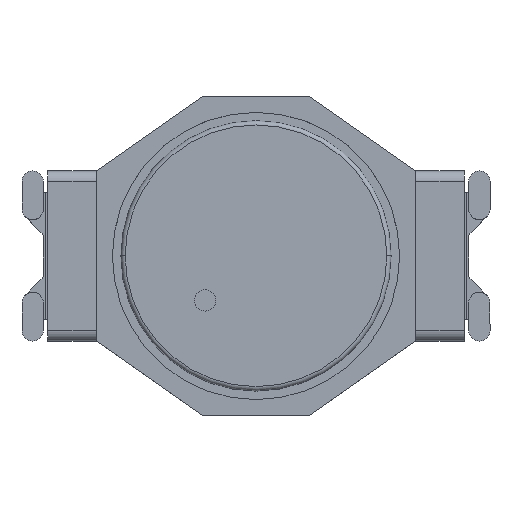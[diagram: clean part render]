
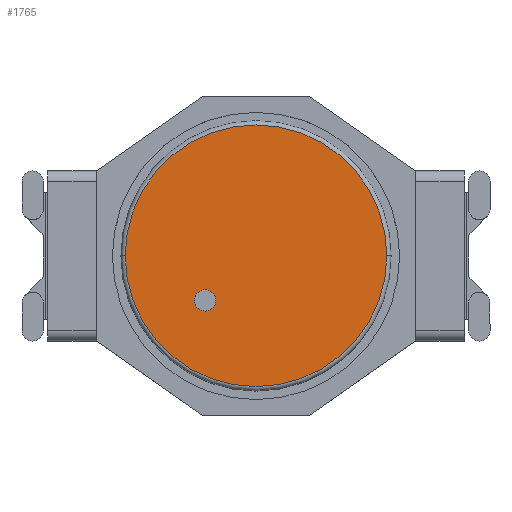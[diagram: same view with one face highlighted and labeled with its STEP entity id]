
A CAD part, top view. The second image highlights one B-rep face of the part: STEP entity #1765.
In plain terms, the highlighted planar face has unit normal (0, 0, 1).
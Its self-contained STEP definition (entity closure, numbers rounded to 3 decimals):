
#1605=CARTESIAN_POINT('',(-6.15,0.,7.0));
#1606=VERTEX_POINT('',#1605);
#1615=CARTESIAN_POINT('',(6.15,0.,7.0));
#1616=VERTEX_POINT('',#1615);
#1624=CARTESIAN_POINT('',(0.,0.,7.0));
#1625=DIRECTION('',(0.0,0.0,-1.0));
#1626=DIRECTION('',(-1.0,0.0,0.0));
#1627=AXIS2_PLACEMENT_3D('',#1624,#1625,#1626);
#1628=CIRCLE('',#1627,6.15);
#1629=EDGE_CURVE('',#1616,#1606,#1628,.T.);
#1641=CARTESIAN_POINT('',(-1.895,-2.099,7.0));
#1642=VERTEX_POINT('',#1641);
#1658=CARTESIAN_POINT('',(-2.895,-2.099,7.0));
#1659=VERTEX_POINT('',#1658);
#1666=CARTESIAN_POINT('',(-2.395,-2.099,7.0));
#1667=DIRECTION('',(0.0,0.0,-1.0));
#1668=DIRECTION('',(1.0,0.0,0.0));
#1669=AXIS2_PLACEMENT_3D('',#1666,#1667,#1668);
#1670=CIRCLE('',#1669,0.5);
#1671=EDGE_CURVE('',#1642,#1659,#1670,.T.);
#1682=CARTESIAN_POINT('',(-2.395,-2.099,7.0));
#1683=DIRECTION('',(0.0,0.0,-1.0));
#1684=DIRECTION('',(1.0,0.0,0.0));
#1685=AXIS2_PLACEMENT_3D('',#1682,#1683,#1684);
#1686=CIRCLE('',#1685,0.5);
#1687=EDGE_CURVE('',#1659,#1642,#1686,.T.);
#1716=CARTESIAN_POINT('',(0.,0.,7.0));
#1717=DIRECTION('',(0.0,0.0,-1.0));
#1718=DIRECTION('',(-1.0,0.0,0.0));
#1719=AXIS2_PLACEMENT_3D('',#1716,#1717,#1718);
#1720=CIRCLE('',#1719,6.15);
#1721=EDGE_CURVE('',#1606,#1616,#1720,.T.);
#1752=CARTESIAN_POINT('',(0.,0.,7.0));
#1753=DIRECTION('',(0.0,0.0,1.0));
#1754=DIRECTION('',(1.0,0.0,0.0));
#1755=AXIS2_PLACEMENT_3D('',#1752,#1753,#1754);
#1756=PLANE('',#1755);
#1757=ORIENTED_EDGE('',*,*,#1629,.F.);
#1758=ORIENTED_EDGE('',*,*,#1721,.F.);
#1759=EDGE_LOOP('',(#1757,#1758));
#1760=FACE_OUTER_BOUND('',#1759,.T.);
#1761=ORIENTED_EDGE('',*,*,#1671,.T.);
#1762=ORIENTED_EDGE('',*,*,#1687,.T.);
#1763=EDGE_LOOP('',(#1761,#1762));
#1764=FACE_BOUND('',#1763,.T.);
#1765=ADVANCED_FACE('',(#1760,#1764),#1756,.T.);
